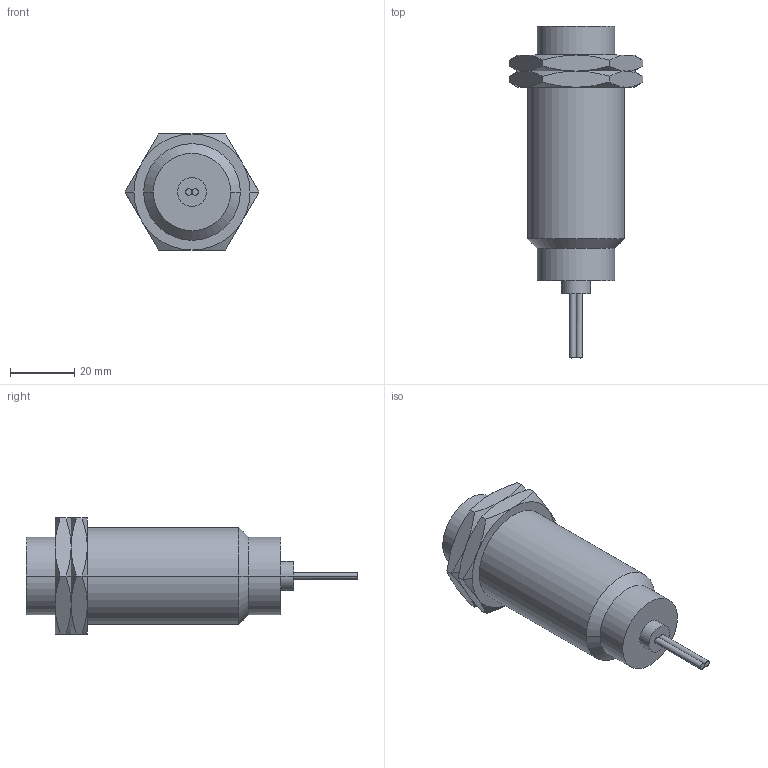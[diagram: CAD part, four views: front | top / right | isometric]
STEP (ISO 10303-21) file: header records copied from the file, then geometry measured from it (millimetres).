
FILE_DESCRIPTION(('STEP AP203'),'1');
FILE_NAME(' ',' ',('TraceParts'),('TraceParts S.A.'),'XStep 1.0',' ',' ');
FILE_SCHEMA(('CONFIG_CONTROL_DESIGN'));
Length unit declared in the file: millimetre
Products named in the file (3): 1; 2; 3
Bounding box: 41.57 x 103 x 36 mm (x, y, z)
Volume: 55419.4 mm3; surface area: 12281.8 mm2
Topology: 3 solids, 3 shells, 81 faces, 171 edges, 97 vertices
Faces by surface type: cone 44, plane 21, cylinder 16
Entity records: 2319 total; most frequent: CARTESIAN_POINT 548, DIRECTION 361, ORIENTED_EDGE 342, EDGE_CURVE 171, AXIS2_PLACEMENT_3D 156, VERTEX_POINT 97, EDGE_LOOP 88, ADVANCED_FACE 81
